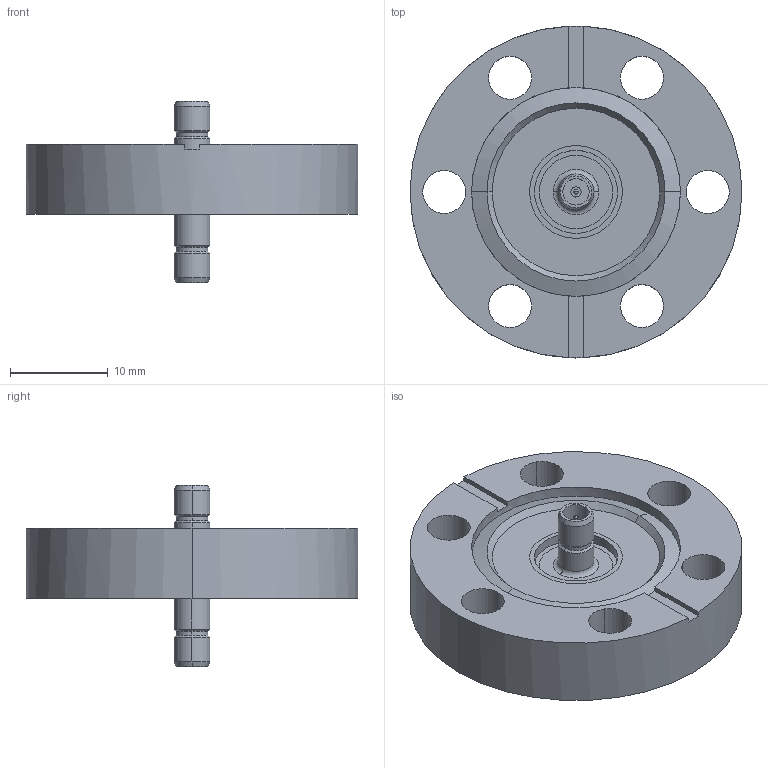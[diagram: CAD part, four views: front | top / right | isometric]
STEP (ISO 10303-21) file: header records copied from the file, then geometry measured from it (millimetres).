
FILE_DESCRIPTION(('STEP AP214'),'1');
FILE_NAME('tmp0.STP',' ',(' '),(' '),'XStep 1.0',' ',' ');
FILE_SCHEMA(('automotive_design'));
Length unit declared in the file: millimetre
Bounding box: 34 x 34 x 18.6 mm (x, y, z)
Volume: 5518 mm3; surface area: 3980.5 mm2
Topology: 5 solids, 5 shells, 102 faces, 228 edges, 140 vertices
Faces by surface type: cylinder 56, plane 24, cone 16, sphere 4, torus 2
Entity records: 3812 total; most frequent: DIRECTION 574, CARTESIAN_POINT 471, ORIENTED_EDGE 448, AXIS2_PLACEMENT_3D 243, EDGE_CURVE 224, VERTEX_POINT 140, CIRCLE 136, EDGE_LOOP 130
